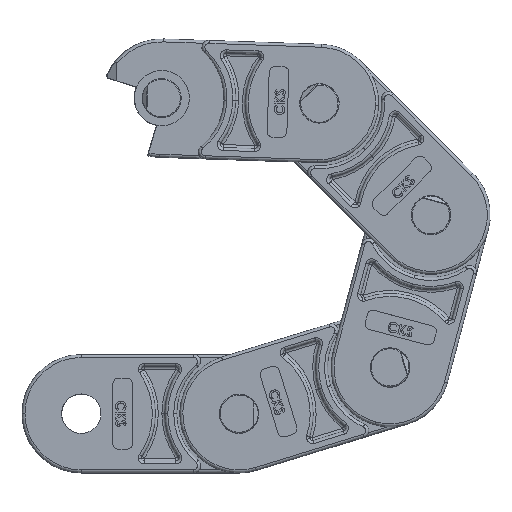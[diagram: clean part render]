
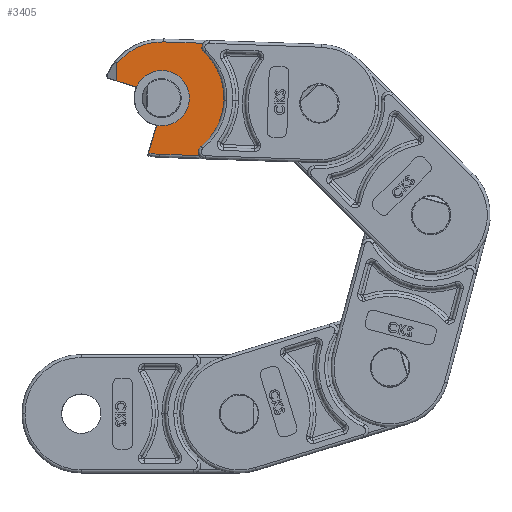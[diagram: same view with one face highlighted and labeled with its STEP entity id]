
A CAD part, top view. The second image highlights one B-rep face of the part: STEP entity #3405.
In plain terms, the highlighted face is planar.
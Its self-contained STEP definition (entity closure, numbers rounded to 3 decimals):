
#21 = CARTESIAN_POINT ( 'NONE',  ( 82.168, -7.74, -50.298 ) ) ;
#62 = DIRECTION ( 'NONE',  ( 0.003, 0.052, 0.999 ) ) ;
#80 = ORIENTED_EDGE ( 'NONE', *, *, #9807, .T. ) ;
#274 = VERTEX_POINT ( 'NONE', #5742 ) ;
#362 = DIRECTION ( 'NONE',  ( -1., 0.016, 0.002 ) ) ;
#450 = DIRECTION ( 'NONE',  ( 0.003, 0.052, 0.999 ) ) ;
#501 = EDGE_CURVE ( 'NONE', #7765, #7496, #6054, .T. ) ;
#548 = VECTOR ( 'NONE', #6937, 1000. ) ;
#585 = ORIENTED_EDGE ( 'NONE', *, *, #9203, .F. ) ;
#594 = AXIS2_PLACEMENT_3D ( 'NONE', #3151, #6420, #4823 ) ;
#701 = CARTESIAN_POINT ( 'NONE',  ( 91.321, 14.274, -51.475 ) ) ;
#824 = VERTEX_POINT ( 'NONE', #2840 ) ;
#1049 = VERTEX_POINT ( 'NONE', #6136 ) ;
#1141 = DIRECTION ( 'NONE',  ( -1., 0.016, 0.002 ) ) ;
#1350 = AXIS2_PLACEMENT_3D ( 'NONE', #8064, #8299, #3142 ) ;
#1782 = DIRECTION ( 'NONE',  ( -1., 0.016, 0.002 ) ) ;
#2007 = VECTOR ( 'NONE', #5592, 1000. ) ;
#2152 = LINE ( 'NONE', #4987, #3818 ) ;
#2173 = EDGE_CURVE ( 'NONE', #8237, #7765, #9332, .T. ) ;
#2326 = CARTESIAN_POINT ( 'NONE',  ( 79.324, -7.979, -50.278 ) ) ;
#2556 = CARTESIAN_POINT ( 'NONE',  ( 79.374, 6.933, -51.058 ) ) ;
#2629 = ORIENTED_EDGE ( 'NONE', *, *, #6370, .F. ) ;
#2654 = ORIENTED_EDGE ( 'NONE', *, *, #6803, .T. ) ;
#2774 = LINE ( 'NONE', #9687, #2007 ) ;
#2788 = EDGE_LOOP ( 'NONE', ( #7145, #2654, #10525, #4860, #6561, #2935, #585, #9161, #6961, #9988, #7675, #2629, #80 ) ) ;
#2793 = CARTESIAN_POINT ( 'NONE',  ( 69.254, -7.816, -50.259 ) ) ;
#2840 = CARTESIAN_POINT ( 'NONE',  ( 69.712, 20.642, -51.749 ) ) ;
#2899 = VECTOR ( 'NONE', #4667, 1000. ) ;
#2903 = AXIS2_PLACEMENT_3D ( 'NONE', #9078, #4088, #1782 ) ;
#2935 = ORIENTED_EDGE ( 'NONE', *, *, #2173, .F. ) ;
#3142 = DIRECTION ( 'NONE',  ( -1., 0.016, 0.002 ) ) ;
#3151 = CARTESIAN_POINT ( 'NONE',  ( 79.554, 6.25, -51.023 ) ) ;
#3405 = ADVANCED_FACE ( 'NONE', ( #5508 ), #7317, .T. ) ;
#3424 = CARTESIAN_POINT ( 'NONE',  ( 80.496, -0.677, -50.663 ) ) ;
#3623 = AXIS2_PLACEMENT_3D ( 'NONE', #5348, #450, #6185 ) ;
#3818 = VECTOR ( 'NONE', #5718, 1000. ) ;
#3877 = CIRCLE ( 'NONE', #10424, 15.8 ) ;
#4017 = VERTEX_POINT ( 'NONE', #3424 ) ;
#4061 = CARTESIAN_POINT ( 'NONE',  ( 69.386, 18.329, -51.627 ) ) ;
#4068 = AXIS2_PLACEMENT_3D ( 'NONE', #4953, #62, #8119 ) ;
#4088 = DIRECTION ( 'NONE',  ( -0.003, -0.052, -0.999 ) ) ;
#4229 = AXIS2_PLACEMENT_3D ( 'NONE', #5747, #7406, #9017 ) ;
#4353 = CARTESIAN_POINT ( 'NONE',  ( 79.554, 6.25, -51.023 ) ) ;
#4642 = LINE ( 'NONE', #2556, #5419 ) ;
#4667 = DIRECTION ( 'NONE',  ( -1., 0.016, 0.002 ) ) ;
#4823 = DIRECTION ( 'NONE',  ( -1., 0.016, 0.002 ) ) ;
#4824 = AXIS2_PLACEMENT_3D ( 'NONE', #4353, #8446, #1141 ) ;
#4860 = ORIENTED_EDGE ( 'NONE', *, *, #7744, .F. ) ;
#4878 = EDGE_CURVE ( 'NONE', #4017, #8364, #2152, .T. ) ;
#4953 = CARTESIAN_POINT ( 'NONE',  ( 79.554, 6.25, -51.023 ) ) ;
#4987 = CARTESIAN_POINT ( 'NONE',  ( 78.893, 6.094, -51.013 ) ) ;
#5040 = CIRCLE ( 'NONE', #4068, 7. ) ;
#5289 = CARTESIAN_POINT ( 'NONE',  ( 79.554, 6.25, -51.023 ) ) ;
#5315 = EDGE_CURVE ( 'NONE', #7338, #824, #9930, .T. ) ;
#5348 = CARTESIAN_POINT ( 'NONE',  ( 79.554, 6.25, -51.023 ) ) ;
#5419 = VECTOR ( 'NONE', #9159, 1000. ) ;
#5508 = FACE_OUTER_BOUND ( 'NONE', #2788, .T. ) ;
#5580 = CIRCLE ( 'NONE', #9982, 14.25 ) ;
#5592 = DIRECTION ( 'NONE',  ( 0.016, 0.999, -0.052 ) ) ;
#5718 = DIRECTION ( 'NONE',  ( 0.23, -0.972, 0.05 ) ) ;
#5742 = CARTESIAN_POINT ( 'NONE',  ( 86.108, 8.703, -51.17 ) ) ;
#5747 = CARTESIAN_POINT ( 'NONE',  ( 68.26, 19.666, -51.694 ) ) ;
#5922 = VERTEX_POINT ( 'NONE', #4061 ) ;
#6054 = LINE ( 'NONE', #10078, #548 ) ;
#6105 = CIRCLE ( 'NONE', #4229, 1.75 ) ;
#6136 = CARTESIAN_POINT ( 'NONE',  ( 91.253, 10.056, -51.254 ) ) ;
#6185 = DIRECTION ( 'NONE',  ( -1., 0.016, 0.002 ) ) ;
#6276 = DIRECTION ( 'NONE',  ( -1., 0.016, 0.002 ) ) ;
#6370 = EDGE_CURVE ( 'NONE', #1049, #6918, #2774, .T. ) ;
#6420 = DIRECTION ( 'NONE',  ( -0.003, -0.052, -0.999 ) ) ;
#6561 = ORIENTED_EDGE ( 'NONE', *, *, #501, .F. ) ;
#6619 = VERTEX_POINT ( 'NONE', #10090 ) ;
#6803 = EDGE_CURVE ( 'NONE', #6619, #4017, #9021, .T. ) ;
#6895 = DIRECTION ( 'NONE',  ( 0.003, 0.052, 0.999 ) ) ;
#6918 = VERTEX_POINT ( 'NONE', #701 ) ;
#6937 = DIRECTION ( 'NONE',  ( 1., -0.016, -0.002 ) ) ;
#6961 = ORIENTED_EDGE ( 'NONE', *, *, #6988, .F. ) ;
#6988 = EDGE_CURVE ( 'NONE', #824, #5922, #6105, .T. ) ;
#7088 = CARTESIAN_POINT ( 'NONE',  ( 68.276, 20.665, -51.747 ) ) ;
#7145 = ORIENTED_EDGE ( 'NONE', *, *, #8412, .T. ) ;
#7317 = PLANE ( 'NONE',  #594 ) ;
#7338 = VERTEX_POINT ( 'NONE', #10259 ) ;
#7406 = DIRECTION ( 'NONE',  ( -0.003, -0.052, -0.999 ) ) ;
#7496 = VERTEX_POINT ( 'NONE', #2326 ) ;
#7675 = ORIENTED_EDGE ( 'NONE', *, *, #8052, .F. ) ;
#7744 = EDGE_CURVE ( 'NONE', #7496, #8364, #5580, .T. ) ;
#7765 = VERTEX_POINT ( 'NONE', #2793 ) ;
#8040 = DIRECTION ( 'NONE',  ( 0.003, 0.052, 0.999 ) ) ;
#8052 = EDGE_CURVE ( 'NONE', #6918, #7338, #10144, .T. ) ;
#8064 = CARTESIAN_POINT ( 'NONE',  ( 79.554, 6.25, -51.023 ) ) ;
#8104 = CIRCLE ( 'NONE', #4824, 15.8 ) ;
#8119 = DIRECTION ( 'NONE',  ( -1., 0.016, 0.002 ) ) ;
#8237 = VERTEX_POINT ( 'NONE', #8324 ) ;
#8299 = DIRECTION ( 'NONE',  ( 0.003, 0.052, 0.999 ) ) ;
#8324 = CARTESIAN_POINT ( 'NONE',  ( 69.002, -5.493, -50.38 ) ) ;
#8364 = VERTEX_POINT ( 'NONE', #21 ) ;
#8412 = EDGE_CURVE ( 'NONE', #274, #6619, #5040, .T. ) ;
#8446 = DIRECTION ( 'NONE',  ( 0.003, 0.052, 0.999 ) ) ;
#8978 = VERTEX_POINT ( 'NONE', #9111 ) ;
#9017 = DIRECTION ( 'NONE',  ( -1., 0.016, 0.002 ) ) ;
#9021 = CIRCLE ( 'NONE', #3623, 7. ) ;
#9078 = CARTESIAN_POINT ( 'NONE',  ( 67.834, -6.794, -50.308 ) ) ;
#9111 = CARTESIAN_POINT ( 'NONE',  ( 63.756, 6.506, -50.993 ) ) ;
#9159 = DIRECTION ( 'NONE',  ( -0.967, -0.254, 0.016 ) ) ;
#9161 = ORIENTED_EDGE ( 'NONE', *, *, #9473, .F. ) ;
#9203 = EDGE_CURVE ( 'NONE', #8978, #8237, #3877, .T. ) ;
#9332 = CIRCLE ( 'NONE', #2903, 1.75 ) ;
#9473 = EDGE_CURVE ( 'NONE', #5922, #8978, #8104, .T. ) ;
#9687 = CARTESIAN_POINT ( 'NONE',  ( 91.237, 9.057, -51.202 ) ) ;
#9807 = EDGE_CURVE ( 'NONE', #1049, #274, #4642, .T. ) ;
#9930 = LINE ( 'NONE', #7088, #2899 ) ;
#9982 = AXIS2_PLACEMENT_3D ( 'NONE', #5289, #6895, #362 ) ;
#9988 = ORIENTED_EDGE ( 'NONE', *, *, #5315, .F. ) ;
#10078 = CARTESIAN_POINT ( 'NONE',  ( 79.324, -7.979, -50.278 ) ) ;
#10090 = CARTESIAN_POINT ( 'NONE',  ( 72.555, 6.363, -51.01 ) ) ;
#10144 = CIRCLE ( 'NONE', #1350, 14.25 ) ;
#10259 = CARTESIAN_POINT ( 'NONE',  ( 79.783, 20.478, -51.768 ) ) ;
#10424 = AXIS2_PLACEMENT_3D ( 'NONE', #10470, #8040, #6276 ) ;
#10470 = CARTESIAN_POINT ( 'NONE',  ( 79.554, 6.25, -51.023 ) ) ;
#10525 = ORIENTED_EDGE ( 'NONE', *, *, #4878, .T. ) ;
